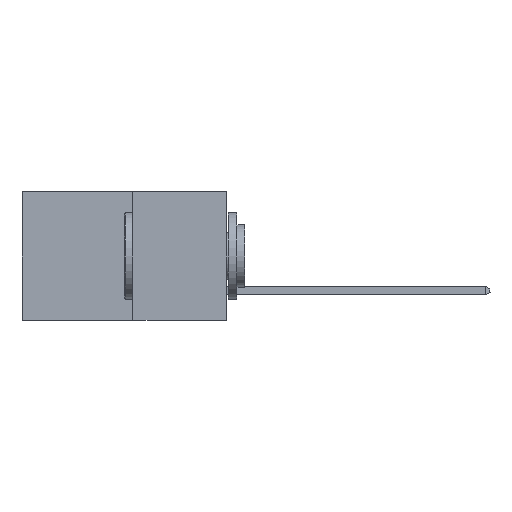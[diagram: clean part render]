
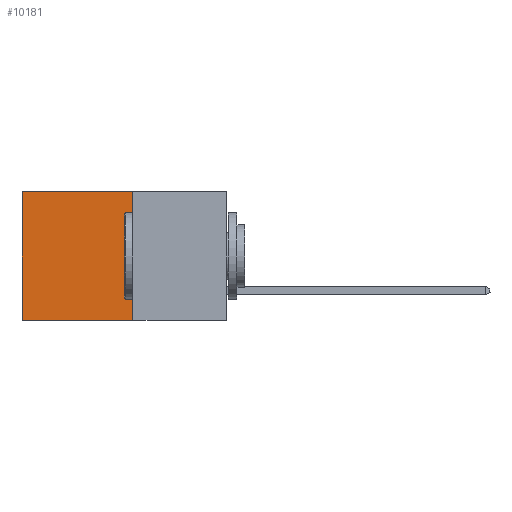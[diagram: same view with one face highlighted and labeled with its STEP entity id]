
A CAD part, left-side view. The second image highlights one B-rep face of the part: STEP entity #10181.
In plain terms, the highlighted planar face has unit normal (-1, 0, 0).
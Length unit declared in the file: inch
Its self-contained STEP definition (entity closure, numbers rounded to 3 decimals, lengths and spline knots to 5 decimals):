
#258 = PLANE ( 'NONE',  #2460 ) ;
#666 = LINE ( 'NONE', #3356, #1174 ) ;
#1174 = VECTOR ( 'NONE', #12670, 39.37008 ) ;
#2364 = LINE ( 'NONE', #15791, #14406 ) ;
#2460 = AXIS2_PLACEMENT_3D ( 'NONE', #3517, #14490, #5081 ) ;
#3001 = VECTOR ( 'NONE', #9696, 39.37008 ) ;
#3133 = EDGE_CURVE ( 'NONE', #7064, #12252, #3502, .T. ) ;
#3214 = FACE_OUTER_BOUND ( 'NONE', #6857, .T. ) ;
#3356 = CARTESIAN_POINT ( 'NONE',  ( 0.277, 0.27, -0.37 ) ) ;
#3502 = LINE ( 'NONE', #9625, #3001 ) ;
#3517 = CARTESIAN_POINT ( 'NONE',  ( 0.277, 0.27, -0.37 ) ) ;
#3808 = CARTESIAN_POINT ( 'NONE',  ( 0.277, 0.27, -0.37 ) ) ;
#4775 = DIRECTION ( 'NONE',  ( 0., 0., -1. ) ) ;
#5081 = DIRECTION ( 'NONE',  ( 0., 0., -1. ) ) ;
#5833 = EDGE_CURVE ( 'NONE', #13011, #17716, #10158, .T. ) ;
#6857 = EDGE_LOOP ( 'NONE', ( #11856, #9434, #10407, #13895 ) ) ;
#7064 = VERTEX_POINT ( 'NONE', #3808 ) ;
#9434 = ORIENTED_EDGE ( 'NONE', *, *, #3133, .F. ) ;
#9625 = CARTESIAN_POINT ( 'NONE',  ( 0.277, 0.27, -0.37 ) ) ;
#9696 = DIRECTION ( 'NONE',  ( 0., 1., 0. ) ) ;
#10158 = LINE ( 'NONE', #15615, #18161 ) ;
#10181 = ADVANCED_FACE ( 'NONE', ( #3214 ), #258, .F. ) ;
#10407 = ORIENTED_EDGE ( 'NONE', *, *, #10779, .F. ) ;
#10779 = EDGE_CURVE ( 'NONE', #13011, #7064, #666, .T. ) ;
#11856 = ORIENTED_EDGE ( 'NONE', *, *, #18063, .T. ) ;
#12252 = VERTEX_POINT ( 'NONE', #16286 ) ;
#12670 = DIRECTION ( 'NONE',  ( 0., 0., -1. ) ) ;
#13011 = VERTEX_POINT ( 'NONE', #16980 ) ;
#13240 = CARTESIAN_POINT ( 'NONE',  ( 0.277, 0.59, 0. ) ) ;
#13895 = ORIENTED_EDGE ( 'NONE', *, *, #5833, .T. ) ;
#14406 = VECTOR ( 'NONE', #4775, 39.37008 ) ;
#14490 = DIRECTION ( 'NONE',  ( 1., 0., 0. ) ) ;
#15615 = CARTESIAN_POINT ( 'NONE',  ( 0.277, 0.27, 0. ) ) ;
#15791 = CARTESIAN_POINT ( 'NONE',  ( 0.277, 0.59, -0.37 ) ) ;
#16286 = CARTESIAN_POINT ( 'NONE',  ( 0.277, 0.59, -0.37 ) ) ;
#16828 = DIRECTION ( 'NONE',  ( 0., 1., 0. ) ) ;
#16980 = CARTESIAN_POINT ( 'NONE',  ( 0.277, 0.27, 0. ) ) ;
#17716 = VERTEX_POINT ( 'NONE', #13240 ) ;
#18063 = EDGE_CURVE ( 'NONE', #17716, #12252, #2364, .T. ) ;
#18161 = VECTOR ( 'NONE', #16828, 39.37008 ) ;
